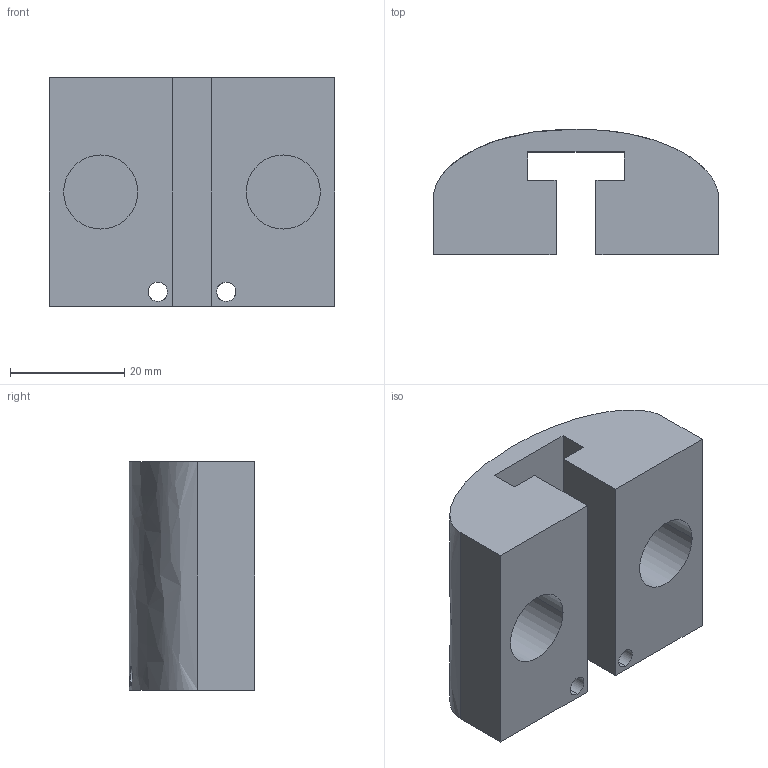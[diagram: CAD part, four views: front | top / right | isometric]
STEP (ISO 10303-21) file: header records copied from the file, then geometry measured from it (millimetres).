
FILE_DESCRIPTION (( 'STEP AP214' ), '1' );
FILE_NAME ('Gravité_Coussin haut.STEP', '2019-05-08T20:04:56', ( '' ), ( '' ), 'SwSTEP 2.0', 'SolidWorks 2018', '' );
FILE_SCHEMA (( 'AUTOMOTIVE_DESIGN' ));
Length unit declared in the file: millimetre
Products named in the file (1): Gravité_Coussin haut
Bounding box: 50 x 22 x 40 mm (x, y, z)
Volume: 27740.9 mm3; surface area: 10446 mm2
Topology: 1 solids, 1 shells, 29 faces, 75 edges, 50 vertices
Faces by surface type: plane 15, cylinder 12, bspline 2
Entity records: 1047 total; most frequent: CARTESIAN_POINT 285, ORIENTED_EDGE 150, DIRECTION 143, EDGE_CURVE 75, VERTEX_POINT 50, AXIS2_PLACEMENT_3D 48, VECTOR 47, LINE 47
